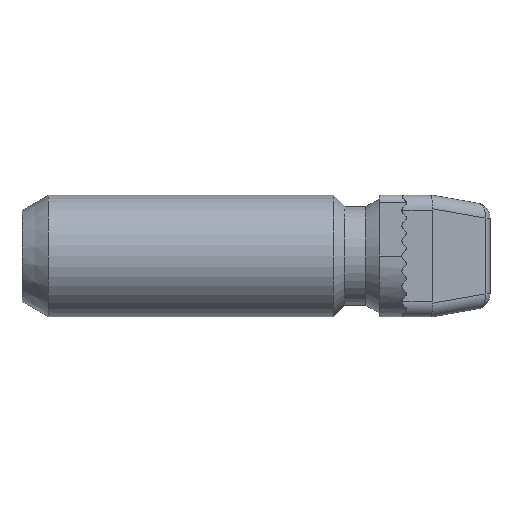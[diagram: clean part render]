
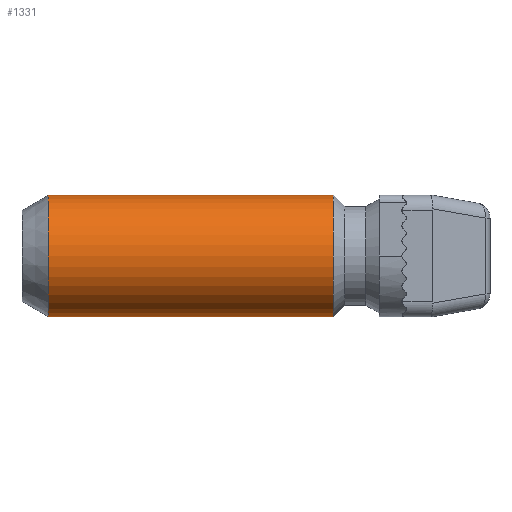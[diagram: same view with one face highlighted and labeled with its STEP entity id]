
A CAD part, left-side view. The second image highlights one B-rep face of the part: STEP entity #1331.
In plain terms, the highlighted cylindrical face has radius 4 mm (diameter 8 mm), a partial arc.
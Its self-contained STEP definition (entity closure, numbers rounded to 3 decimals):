
#88 = AXIS2_PLACEMENT_3D ( 'NONE', #3913, #4080, #4106 ) ;
#191 = EDGE_LOOP ( 'NONE', ( #2707, #422, #687, #4235 ) ) ;
#422 = ORIENTED_EDGE ( 'NONE', *, *, #5768, .T. ) ;
#687 = ORIENTED_EDGE ( 'NONE', *, *, #6316, .T. ) ;
#819 = FACE_OUTER_BOUND ( 'NONE', #191, .T. ) ;
#1199 = CARTESIAN_POINT ( 'NONE',  ( 0., 0., 0. ) ) ;
#1248 = CARTESIAN_POINT ( 'NONE',  ( 0., 10.3, -4. ) ) ;
#1291 = CIRCLE ( 'NONE', #88, 4. ) ;
#1331 = ADVANCED_FACE ( 'NONE', ( #819 ), #2497, .T. ) ;
#1441 = DIRECTION ( 'NONE',  ( 0., -1., 0. ) ) ;
#1850 = CARTESIAN_POINT ( 'NONE',  ( 0., 0., -4. ) ) ;
#1924 = CARTESIAN_POINT ( 'NONE',  ( 0., 29.068, 4. ) ) ;
#2126 = DIRECTION ( 'NONE',  ( 0., -1., 0. ) ) ;
#2497 = CYLINDRICAL_SURFACE ( 'NONE', #6966, 4. ) ;
#2707 = ORIENTED_EDGE ( 'NONE', *, *, #4283, .F. ) ;
#3208 = VERTEX_POINT ( 'NONE', #1924 ) ;
#3238 = CIRCLE ( 'NONE', #6933, 4. ) ;
#3336 = VECTOR ( 'NONE', #5122, 1000. ) ;
#3457 = VECTOR ( 'NONE', #7154, 1000. ) ;
#3462 = CARTESIAN_POINT ( 'NONE',  ( 0., 29.068, -4. ) ) ;
#3779 = CARTESIAN_POINT ( 'NONE',  ( 0., 10.3, 4. ) ) ;
#3913 = CARTESIAN_POINT ( 'NONE',  ( 0., 10.3, 0. ) ) ;
#3998 = VERTEX_POINT ( 'NONE', #3779 ) ;
#4080 = DIRECTION ( 'NONE',  ( 0., -1., 0. ) ) ;
#4106 = DIRECTION ( 'NONE',  ( 0., 0., -1. ) ) ;
#4157 = VERTEX_POINT ( 'NONE', #1248 ) ;
#4235 = ORIENTED_EDGE ( 'NONE', *, *, #4575, .F. ) ;
#4283 = EDGE_CURVE ( 'NONE', #3208, #3998, #4888, .T. ) ;
#4575 = EDGE_CURVE ( 'NONE', #3998, #4157, #1291, .T. ) ;
#4626 = LINE ( 'NONE', #1850, #3336 ) ;
#4800 = DIRECTION ( 'NONE',  ( 0., 0., -1. ) ) ;
#4888 = LINE ( 'NONE', #5681, #3457 ) ;
#5122 = DIRECTION ( 'NONE',  ( 0., -1., 0. ) ) ;
#5130 = VERTEX_POINT ( 'NONE', #3462 ) ;
#5374 = CARTESIAN_POINT ( 'NONE',  ( 0., 29.068, 0. ) ) ;
#5681 = CARTESIAN_POINT ( 'NONE',  ( 0., 0., 4. ) ) ;
#5768 = EDGE_CURVE ( 'NONE', #3208, #5130, #3238, .T. ) ;
#5964 = DIRECTION ( 'NONE',  ( 0., 0., -1. ) ) ;
#6316 = EDGE_CURVE ( 'NONE', #5130, #4157, #4626, .T. ) ;
#6933 = AXIS2_PLACEMENT_3D ( 'NONE', #5374, #2126, #5964 ) ;
#6966 = AXIS2_PLACEMENT_3D ( 'NONE', #1199, #1441, #4800 ) ;
#7154 = DIRECTION ( 'NONE',  ( 0., -1., 0. ) ) ;
